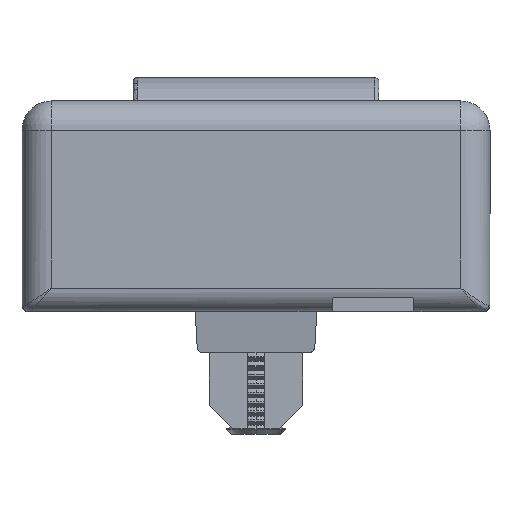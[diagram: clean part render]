
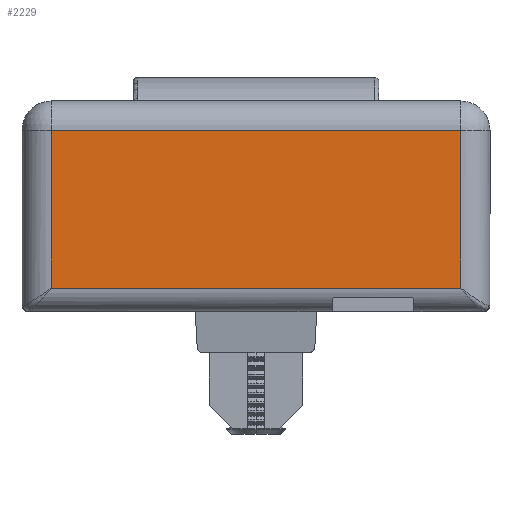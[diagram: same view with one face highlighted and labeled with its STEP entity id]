
A CAD part, left-side view. The second image highlights one B-rep face of the part: STEP entity #2229.
In plain terms, the highlighted planar face has unit normal (-1, 0, 0).
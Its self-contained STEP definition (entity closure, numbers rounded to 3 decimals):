
#22 = VERTEX_POINT ( 'NONE', #13270 ) ;
#95 = VECTOR ( 'NONE', #12662, 1000. ) ;
#168 = DIRECTION ( 'NONE',  ( 0., 1., 0. ) ) ;
#811 = ORIENTED_EDGE ( 'NONE', *, *, #10235, .F. ) ;
#1145 = LINE ( 'NONE', #8689, #14061 ) ;
#1759 = CARTESIAN_POINT ( 'NONE',  ( -40., 17.5, 16. ) ) ;
#1893 = VERTEX_POINT ( 'NONE', #13667 ) ;
#1922 = EDGE_CURVE ( 'NONE', #13170, #1893, #2899, .T. ) ;
#2229 = ADVANCED_FACE ( 'NONE', ( #5087 ), #10200, .F. ) ;
#2286 = AXIS2_PLACEMENT_3D ( 'NONE', #8057, #5936, #11350 ) ;
#2899 = LINE ( 'NONE', #1759, #95 ) ;
#4049 = EDGE_CURVE ( 'NONE', #22, #13170, #12073, .T. ) ;
#4063 = CARTESIAN_POINT ( 'NONE',  ( -40., 17.5, 0. ) ) ;
#4505 = CARTESIAN_POINT ( 'NONE',  ( -40., -20., 0. ) ) ;
#5087 = FACE_OUTER_BOUND ( 'NONE', #7082, .T. ) ;
#5373 = DIRECTION ( 'NONE',  ( 0., 0., -1. ) ) ;
#5810 = VECTOR ( 'NONE', #168, 1000. ) ;
#5936 = DIRECTION ( 'NONE',  ( 1., 0., 0. ) ) ;
#6160 = ORIENTED_EDGE ( 'NONE', *, *, #4049, .F. ) ;
#6195 = CARTESIAN_POINT ( 'NONE',  ( -40., 20., 13.5 ) ) ;
#6299 = LINE ( 'NONE', #6195, #9538 ) ;
#6944 = EDGE_CURVE ( 'NONE', #12786, #22, #1145, .T. ) ;
#7081 = ORIENTED_EDGE ( 'NONE', *, *, #6944, .F. ) ;
#7082 = EDGE_LOOP ( 'NONE', ( #811, #12070, #6160, #7081 ) ) ;
#7202 = DIRECTION ( 'NONE',  ( 0., -1., 0. ) ) ;
#8057 = CARTESIAN_POINT ( 'NONE',  ( -40., 20., 16. ) ) ;
#8689 = CARTESIAN_POINT ( 'NONE',  ( -40., -17.5, 16. ) ) ;
#9538 = VECTOR ( 'NONE', #7202, 1000. ) ;
#9598 = CARTESIAN_POINT ( 'NONE',  ( -40., -17.5, 13.5 ) ) ;
#10200 = PLANE ( 'NONE',  #2286 ) ;
#10235 = EDGE_CURVE ( 'NONE', #1893, #12786, #6299, .T. ) ;
#11350 = DIRECTION ( 'NONE',  ( 0., 1., 0. ) ) ;
#12070 = ORIENTED_EDGE ( 'NONE', *, *, #1922, .F. ) ;
#12073 = LINE ( 'NONE', #4505, #5810 ) ;
#12662 = DIRECTION ( 'NONE',  ( 0., 0., 1. ) ) ;
#12786 = VERTEX_POINT ( 'NONE', #9598 ) ;
#13170 = VERTEX_POINT ( 'NONE', #4063 ) ;
#13270 = CARTESIAN_POINT ( 'NONE',  ( -40., -17.5, 0. ) ) ;
#13667 = CARTESIAN_POINT ( 'NONE',  ( -40., 17.5, 13.5 ) ) ;
#14061 = VECTOR ( 'NONE', #5373, 1000. ) ;
